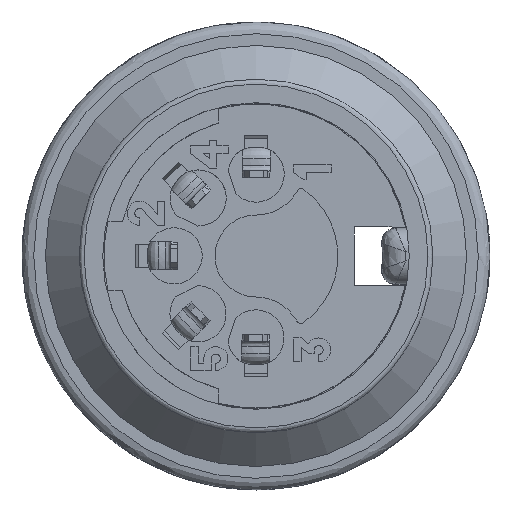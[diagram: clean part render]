
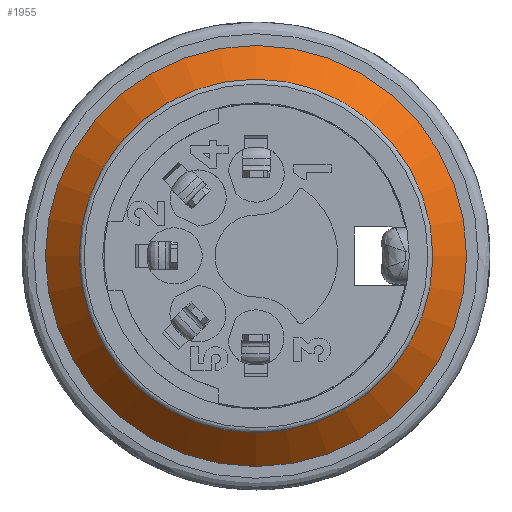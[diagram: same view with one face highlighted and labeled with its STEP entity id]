
A CAD part, left-side view. The second image highlights one B-rep face of the part: STEP entity #1955.
In plain terms, the highlighted conical face has half-angle 45 degrees and reference radius 7.55 mm.
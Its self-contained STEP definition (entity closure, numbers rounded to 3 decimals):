
#1409=CONICAL_SURFACE('',#8651,7.55,45.);
#1445=FACE_BOUND('',#2924,.T.);
#1446=FACE_BOUND('',#2925,.T.);
#1955=ADVANCED_FACE('',(#1445,#1446),#1409,.T.);
#2924=EDGE_LOOP('',(#3760));
#2925=EDGE_LOOP('',(#3761));
#3361=CIRCLE('',#8648,7.55);
#3362=CIRCLE('',#8650,9.);
#3760=ORIENTED_EDGE('',*,*,#6503,.T.);
#3761=ORIENTED_EDGE('',*,*,#6504,.F.);
#5769=VERTEX_POINT('',#12647);
#5770=VERTEX_POINT('',#12650);
#6503=EDGE_CURVE('',#5769,#5769,#3361,.T.);
#6504=EDGE_CURVE('',#5770,#5770,#3362,.T.);
#8648=AXIS2_PLACEMENT_3D('',#12646,#9276,#9277);
#8650=AXIS2_PLACEMENT_3D('',#12649,#9280,#9281);
#8651=AXIS2_PLACEMENT_3D('',#12651,#9282,#9283);
#9276=DIRECTION('',(1.,0.,0.));
#9277=DIRECTION('',(0.,-1.,-0.002));
#9280=DIRECTION('',(1.,0.,0.));
#9281=DIRECTION('',(0.,-1.,-0.002));
#9282=DIRECTION('',(1.,0.,0.));
#9283=DIRECTION('',(0.,-1.,-0.002));
#12646=CARTESIAN_POINT('',(-3.45,0.,0.));
#12647=CARTESIAN_POINT('',(-3.45,-7.55,-0.014));
#12649=CARTESIAN_POINT('',(-2.,0.,0.));
#12650=CARTESIAN_POINT('',(-2.,-9.,-0.017));
#12651=CARTESIAN_POINT('',(-3.45,0.,0.));
